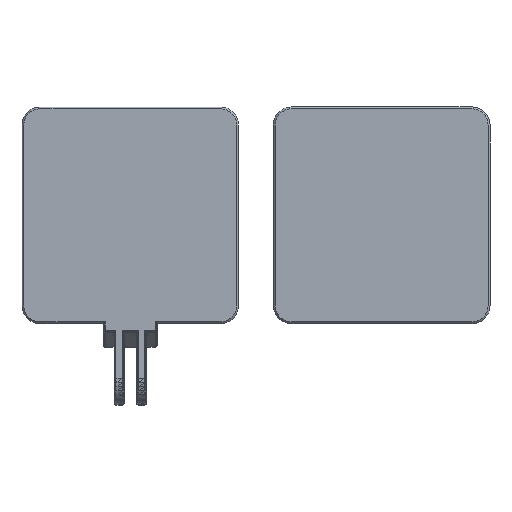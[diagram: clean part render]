
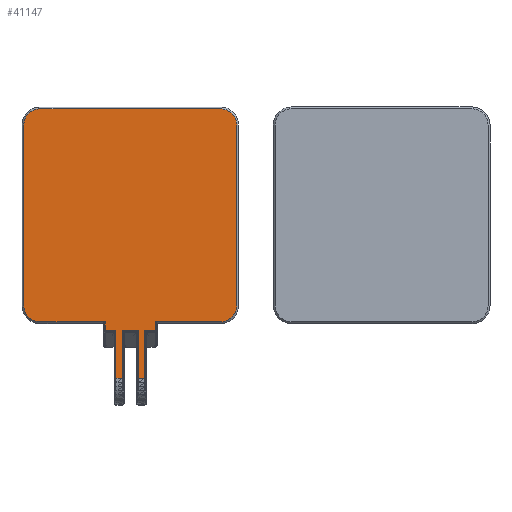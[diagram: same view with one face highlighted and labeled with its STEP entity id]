
A CAD part, front view. The second image highlights one B-rep face of the part: STEP entity #41147.
In plain terms, the highlighted planar face has unit normal (0, -1, 0).
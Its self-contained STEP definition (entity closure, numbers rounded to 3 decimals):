
#1305=CIRCLE('',#44260,4.5);
#1307=CIRCLE('',#44264,4.5);
#1309=CIRCLE('',#44268,4.5);
#1311=CIRCLE('',#44272,4.5);
#3832=FACE_OUTER_BOUND('',#6775,.T.);
#6775=EDGE_LOOP('',(#33917,#33918,#33919,#33920,#33921,#33922,#33923,#33924,
#33925,#33926,#33927,#33928,#33929,#33930,#33931,#33932,#33933,#33934,#33935,
#33936,#33937));
#8557=LINE('',#61858,#13324);
#8560=LINE('',#61864,#13327);
#8629=LINE('',#62006,#13396);
#9045=LINE('',#62833,#13812);
#9430=LINE('',#63602,#14197);
#9519=LINE('',#63781,#14286);
#9793=LINE('',#64330,#14560);
#10184=LINE('',#65110,#14951);
#10314=LINE('',#65369,#15081);
#10342=LINE('',#65424,#15109);
#10942=LINE('',#66621,#15709);
#11135=LINE('',#67012,#15902);
#11148=LINE('',#67038,#15915);
#11149=LINE('',#67041,#15916);
#11213=LINE('',#67407,#15980);
#11217=LINE('',#67419,#15984);
#11221=LINE('',#67431,#15988);
#13324=VECTOR('',#47649,10.);
#13327=VECTOR('',#47654,10.);
#13396=VECTOR('',#47793,10.);
#13812=VECTOR('',#48735,10.);
#14197=VECTOR('',#49614,10.);
#14286=VECTOR('',#49793,10.);
#14560=VECTOR('',#50419,10.);
#14951=VECTOR('',#51324,10.);
#15081=VECTOR('',#51594,10.);
#15109=VECTOR('',#51654,10.);
#15709=VECTOR('',#53016,10.);
#15902=VECTOR('',#53527,10.);
#15915=VECTOR('',#53556,10.);
#15916=VECTOR('',#53559,10.);
#15980=VECTOR('',#53793,10.);
#15984=VECTOR('',#53805,10.);
#15988=VECTOR('',#53817,10.);
#17951=VERTEX_POINT('',#61854);
#17953=VERTEX_POINT('',#61857);
#17955=VERTEX_POINT('',#61863);
#17991=VERTEX_POINT('',#62002);
#17993=VERTEX_POINT('',#62005);
#18141=VERTEX_POINT('',#62831);
#18257=VERTEX_POINT('',#63454);
#18323=VERTEX_POINT('',#63780);
#18333=VERTEX_POINT('',#63816);
#18422=VERTEX_POINT('',#64329);
#18613=VERTEX_POINT('',#65368);
#18624=VERTEX_POINT('',#65422);
#18879=VERTEX_POINT('',#67010);
#18884=VERTEX_POINT('',#67036);
#18885=VERTEX_POINT('',#67040);
#18940=VERTEX_POINT('',#67399);
#18942=VERTEX_POINT('',#67405);
#18944=VERTEX_POINT('',#67411);
#18946=VERTEX_POINT('',#67417);
#18948=VERTEX_POINT('',#67423);
#18950=VERTEX_POINT('',#67429);
#21352=EDGE_CURVE('',#17953,#17951,#8557,.T.);
#21355=EDGE_CURVE('',#17955,#17953,#8560,.T.);
#21424=EDGE_CURVE('',#17993,#17991,#8629,.T.);
#21840=EDGE_CURVE('',#18141,#17993,#9045,.T.);
#22225=EDGE_CURVE('',#18257,#18141,#9430,.T.);
#22314=EDGE_CURVE('',#18323,#18257,#9519,.T.);
#22588=EDGE_CURVE('',#18333,#18422,#9793,.T.);
#22979=EDGE_CURVE('',#18422,#18323,#10184,.T.);
#23109=EDGE_CURVE('',#17955,#18613,#10314,.T.);
#23137=EDGE_CURVE('',#18624,#18613,#10342,.T.);
#23737=EDGE_CURVE('',#17991,#18624,#10942,.T.);
#23930=EDGE_CURVE('',#18333,#18879,#11135,.T.);
#23943=EDGE_CURVE('',#18884,#17951,#11148,.T.);
#23944=EDGE_CURVE('',#18879,#18885,#11149,.T.);
#24043=EDGE_CURVE('',#18940,#18884,#1305,.T.);
#24046=EDGE_CURVE('',#18942,#18940,#11213,.T.);
#24049=EDGE_CURVE('',#18944,#18942,#1307,.T.);
#24052=EDGE_CURVE('',#18946,#18944,#11217,.T.);
#24055=EDGE_CURVE('',#18948,#18946,#1309,.T.);
#24058=EDGE_CURVE('',#18950,#18948,#11221,.T.);
#24060=EDGE_CURVE('',#18885,#18950,#1311,.T.);
#33917=ORIENTED_EDGE('',*,*,#23943,.F.);
#33918=ORIENTED_EDGE('',*,*,#24043,.F.);
#33919=ORIENTED_EDGE('',*,*,#24046,.F.);
#33920=ORIENTED_EDGE('',*,*,#24049,.F.);
#33921=ORIENTED_EDGE('',*,*,#24052,.F.);
#33922=ORIENTED_EDGE('',*,*,#24055,.F.);
#33923=ORIENTED_EDGE('',*,*,#24058,.F.);
#33924=ORIENTED_EDGE('',*,*,#24060,.F.);
#33925=ORIENTED_EDGE('',*,*,#23944,.F.);
#33926=ORIENTED_EDGE('',*,*,#23930,.F.);
#33927=ORIENTED_EDGE('',*,*,#22588,.T.);
#33928=ORIENTED_EDGE('',*,*,#22979,.T.);
#33929=ORIENTED_EDGE('',*,*,#22314,.T.);
#33930=ORIENTED_EDGE('',*,*,#22225,.T.);
#33931=ORIENTED_EDGE('',*,*,#21840,.T.);
#33932=ORIENTED_EDGE('',*,*,#21424,.T.);
#33933=ORIENTED_EDGE('',*,*,#23737,.T.);
#33934=ORIENTED_EDGE('',*,*,#23137,.T.);
#33935=ORIENTED_EDGE('',*,*,#23109,.F.);
#33936=ORIENTED_EDGE('',*,*,#21355,.T.);
#33937=ORIENTED_EDGE('',*,*,#21352,.T.);
#38487=PLANE('',#44280);
#41147=ADVANCED_FACE('',(#3832),#38487,.T.);
#44260=AXIS2_PLACEMENT_3D('',#67401,#53786,#53787);
#44264=AXIS2_PLACEMENT_3D('',#67413,#53798,#53799);
#44268=AXIS2_PLACEMENT_3D('',#67425,#53810,#53811);
#44272=AXIS2_PLACEMENT_3D('',#67434,#53821,#53822);
#44280=AXIS2_PLACEMENT_3D('',#67454,#53844,#53845);
#47649=DIRECTION('',(0.,0.,1.));
#47654=DIRECTION('',(0.,0.,1.));
#47793=DIRECTION('',(0.,0.,-1.));
#48735=DIRECTION('',(1.,0.,0.));
#49614=DIRECTION('',(0.,0.,1.));
#49793=DIRECTION('',(1.,0.,0.));
#50419=DIRECTION('',(1.,0.,0.));
#51324=DIRECTION('',(0.,0.,-1.));
#51594=DIRECTION('',(-1.,0.,0.));
#51654=DIRECTION('',(0.,0.,1.));
#53016=DIRECTION('',(1.,0.,0.));
#53527=DIRECTION('',(0.,0.,1.));
#53556=DIRECTION('',(-1.,0.,0.));
#53559=DIRECTION('',(-1.,0.,0.));
#53786=DIRECTION('center_axis',(0.,1.,0.));
#53787=DIRECTION('ref_axis',(1.,0.,0.));
#53793=DIRECTION('',(0.,0.,-1.));
#53798=DIRECTION('center_axis',(0.,1.,0.));
#53799=DIRECTION('ref_axis',(0.,0.,1.));
#53805=DIRECTION('',(1.,0.,0.));
#53810=DIRECTION('center_axis',(0.,1.,0.));
#53811=DIRECTION('ref_axis',(-0.707,0.,0.707));
#53817=DIRECTION('',(0.,0.,1.));
#53821=DIRECTION('center_axis',(0.,1.,0.));
#53822=DIRECTION('ref_axis',(-0.707,0.,-0.707));
#53844=DIRECTION('center_axis',(0.,-1.,0.));
#53845=DIRECTION('ref_axis',(1.,0.,0.));
#61854=CARTESIAN_POINT('',(-4.5,-18.,-29.65));
#61857=CARTESIAN_POINT('',(-4.5,-18.,-30.35));
#61858=CARTESIAN_POINT('',(-4.5,-18.,-31.211));
#61863=CARTESIAN_POINT('',(-4.5,-18.,-32.071));
#61864=CARTESIAN_POINT('',(-4.5,-18.,-32.071));
#62002=CARTESIAN_POINT('',(-9.3,-18.,-45.35));
#62005=CARTESIAN_POINT('',(-9.3,-18.,-32.071));
#62006=CARTESIAN_POINT('',(-9.3,-18.,-32.071));
#62831=CARTESIAN_POINT('',(-13.7,-18.,-32.071));
#62833=CARTESIAN_POINT('',(-13.7,-18.,-32.071));
#63454=CARTESIAN_POINT('',(-13.7,-18.,-45.35));
#63602=CARTESIAN_POINT('',(-13.7,-18.,-45.35));
#63780=CARTESIAN_POINT('',(-15.5,-18.,-45.35));
#63781=CARTESIAN_POINT('',(-15.5,-18.,-45.35));
#63816=CARTESIAN_POINT('',(-18.5,-18.,-32.071));
#64329=CARTESIAN_POINT('',(-15.5,-18.,-32.071));
#64330=CARTESIAN_POINT('',(-18.5,-18.,-32.071));
#65110=CARTESIAN_POINT('',(-15.5,-18.,-32.071));
#65368=CARTESIAN_POINT('',(-7.5,-18.,-32.071));
#65369=CARTESIAN_POINT('',(-4.5,-18.,-32.071));
#65422=CARTESIAN_POINT('',(-7.5,-18.,-45.35));
#65424=CARTESIAN_POINT('',(-7.5,-18.,-45.35));
#66621=CARTESIAN_POINT('',(-9.3,-18.,-45.35));
#67010=CARTESIAN_POINT('',(-18.5,-18.,-29.65));
#67012=CARTESIAN_POINT('',(-18.5,-18.,-30.35));
#67036=CARTESIAN_POINT('',(13.65,-18.,-29.65));
#67038=CARTESIAN_POINT('',(-12.575,-18.,-29.65));
#67040=CARTESIAN_POINT('',(-36.65,-18.,-29.65));
#67041=CARTESIAN_POINT('',(-12.575,-18.,-29.65));
#67399=CARTESIAN_POINT('',(18.15,-18.,-25.15));
#67401=CARTESIAN_POINT('Origin',(13.65,-18.,-25.15));
#67405=CARTESIAN_POINT('',(18.15,-18.,25.15));
#67407=CARTESIAN_POINT('',(18.15,-18.,-12.575));
#67411=CARTESIAN_POINT('',(13.65,-18.,29.65));
#67413=CARTESIAN_POINT('Origin',(13.65,-18.,25.15));
#67417=CARTESIAN_POINT('',(-36.65,-18.,29.65));
#67419=CARTESIAN_POINT('',(1.075,-18.,29.65));
#67423=CARTESIAN_POINT('',(-41.15,-18.,25.15));
#67425=CARTESIAN_POINT('Origin',(-36.65,-18.,25.15));
#67429=CARTESIAN_POINT('',(-41.15,-18.,-25.15));
#67431=CARTESIAN_POINT('',(-41.15,-18.,12.575));
#67434=CARTESIAN_POINT('Origin',(-36.65,-18.,-25.15));
#67454=CARTESIAN_POINT('Origin',(-11.5,-18.,0.));
